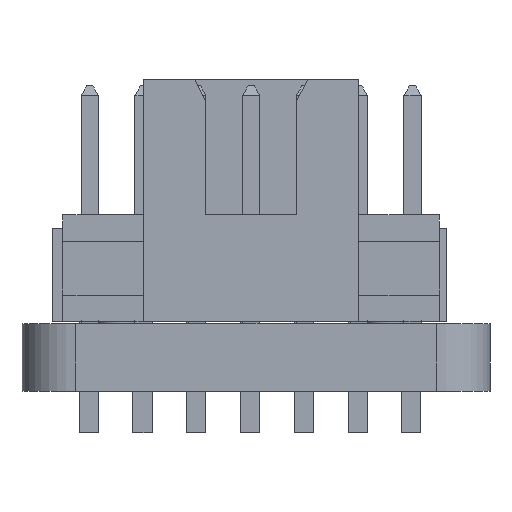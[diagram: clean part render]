
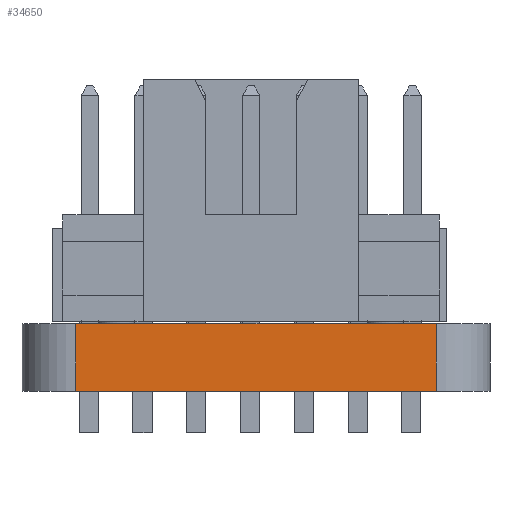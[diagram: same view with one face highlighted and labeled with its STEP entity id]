
A CAD part, left-side view. The second image highlights one B-rep face of the part: STEP entity #34650.
In plain terms, the highlighted planar face has unit normal (-1, 0, 0).
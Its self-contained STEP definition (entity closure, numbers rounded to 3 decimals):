
#34650 = ADVANCED_FACE('',(#34651),#34665,.F.);
#34651 = FACE_BOUND('',#34652,.F.);
#34652 = EDGE_LOOP('',(#34653,#34688,#34716,#34744));
#34653 = ORIENTED_EDGE('',*,*,#34654,.T.);
#34654 = EDGE_CURVE('',#34655,#34657,#34659,.T.);
#34655 = VERTEX_POINT('',#34656);
#34656 = CARTESIAN_POINT('',(66.027,-87.503,0.));
#34657 = VERTEX_POINT('',#34658);
#34658 = CARTESIAN_POINT('',(66.027,-87.503,1.6));
#34659 = SURFACE_CURVE('',#34660,(#34664,#34676),.PCURVE_S1.);
#34660 = LINE('',#34661,#34662);
#34661 = CARTESIAN_POINT('',(66.027,-87.503,0.));
#34662 = VECTOR('',#34663,1.);
#34663 = DIRECTION('',(0.,0.,1.));
#34664 = PCURVE('',#34665,#34670);
#34665 = PLANE('',#34666);
#34666 = AXIS2_PLACEMENT_3D('',#34667,#34668,#34669);
#34667 = CARTESIAN_POINT('',(66.027,-87.503,0.));
#34668 = DIRECTION('',(1.,0.,0.));
#34669 = DIRECTION('',(0.,-1.,0.));
#34670 = DEFINITIONAL_REPRESENTATION('',(#34671),#34675);
#34671 = LINE('',#34672,#34673);
#34672 = CARTESIAN_POINT('',(0.,0.));
#34673 = VECTOR('',#34674,1.);
#34674 = DIRECTION('',(0.,-1.));
#34675 = ( GEOMETRIC_REPRESENTATION_CONTEXT(2) 
PARAMETRIC_REPRESENTATION_CONTEXT() REPRESENTATION_CONTEXT('2D SPACE',''
  ) );
#34676 = PCURVE('',#34677,#34682);
#34677 = CYLINDRICAL_SURFACE('',#34678,1.27);
#34678 = AXIS2_PLACEMENT_3D('',#34679,#34680,#34681);
#34679 = CARTESIAN_POINT('',(67.297,-87.503,0.));
#34680 = DIRECTION('',(0.,0.,-1.));
#34681 = DIRECTION('',(1.,0.,0.));
#34682 = DEFINITIONAL_REPRESENTATION('',(#34683),#34687);
#34683 = LINE('',#34684,#34685);
#34684 = CARTESIAN_POINT('',(-3.142,0.));
#34685 = VECTOR('',#34686,1.);
#34686 = DIRECTION('',(0.,-1.));
#34687 = ( GEOMETRIC_REPRESENTATION_CONTEXT(2) 
PARAMETRIC_REPRESENTATION_CONTEXT() REPRESENTATION_CONTEXT('2D SPACE',''
  ) );
#34688 = ORIENTED_EDGE('',*,*,#34689,.T.);
#34689 = EDGE_CURVE('',#34657,#34690,#34692,.T.);
#34690 = VERTEX_POINT('',#34691);
#34691 = CARTESIAN_POINT('',(66.027,-96.012,1.6));
#34692 = SURFACE_CURVE('',#34693,(#34697,#34704),.PCURVE_S1.);
#34693 = LINE('',#34694,#34695);
#34694 = CARTESIAN_POINT('',(66.027,-87.503,1.6));
#34695 = VECTOR('',#34696,1.);
#34696 = DIRECTION('',(0.,-1.,0.));
#34697 = PCURVE('',#34665,#34698);
#34698 = DEFINITIONAL_REPRESENTATION('',(#34699),#34703);
#34699 = LINE('',#34700,#34701);
#34700 = CARTESIAN_POINT('',(0.,-1.6));
#34701 = VECTOR('',#34702,1.);
#34702 = DIRECTION('',(1.,0.));
#34703 = ( GEOMETRIC_REPRESENTATION_CONTEXT(2) 
PARAMETRIC_REPRESENTATION_CONTEXT() REPRESENTATION_CONTEXT('2D SPACE',''
  ) );
#34704 = PCURVE('',#34705,#34710);
#34705 = PLANE('',#34706);
#34706 = AXIS2_PLACEMENT_3D('',#34707,#34708,#34709);
#34707 = CARTESIAN_POINT('',(74.74,-91.758,1.6));
#34708 = DIRECTION('',(0.,0.,1.));
#34709 = DIRECTION('',(1.,0.,0.));
#34710 = DEFINITIONAL_REPRESENTATION('',(#34711),#34715);
#34711 = LINE('',#34712,#34713);
#34712 = CARTESIAN_POINT('',(-8.712,4.255));
#34713 = VECTOR('',#34714,1.);
#34714 = DIRECTION('',(0.,-1.));
#34715 = ( GEOMETRIC_REPRESENTATION_CONTEXT(2) 
PARAMETRIC_REPRESENTATION_CONTEXT() REPRESENTATION_CONTEXT('2D SPACE',''
  ) );
#34716 = ORIENTED_EDGE('',*,*,#34717,.F.);
#34717 = EDGE_CURVE('',#34718,#34690,#34720,.T.);
#34718 = VERTEX_POINT('',#34719);
#34719 = CARTESIAN_POINT('',(66.027,-96.012,0.));
#34720 = SURFACE_CURVE('',#34721,(#34725,#34732),.PCURVE_S1.);
#34721 = LINE('',#34722,#34723);
#34722 = CARTESIAN_POINT('',(66.027,-96.012,0.));
#34723 = VECTOR('',#34724,1.);
#34724 = DIRECTION('',(0.,0.,1.));
#34725 = PCURVE('',#34665,#34726);
#34726 = DEFINITIONAL_REPRESENTATION('',(#34727),#34731);
#34727 = LINE('',#34728,#34729);
#34728 = CARTESIAN_POINT('',(8.509,0.));
#34729 = VECTOR('',#34730,1.);
#34730 = DIRECTION('',(0.,-1.));
#34731 = ( GEOMETRIC_REPRESENTATION_CONTEXT(2) 
PARAMETRIC_REPRESENTATION_CONTEXT() REPRESENTATION_CONTEXT('2D SPACE',''
  ) );
#34732 = PCURVE('',#34733,#34738);
#34733 = CYLINDRICAL_SURFACE('',#34734,1.27);
#34734 = AXIS2_PLACEMENT_3D('',#34735,#34736,#34737);
#34735 = CARTESIAN_POINT('',(67.297,-96.012,0.));
#34736 = DIRECTION('',(0.,0.,-1.));
#34737 = DIRECTION('',(1.,0.,0.));
#34738 = DEFINITIONAL_REPRESENTATION('',(#34739),#34743);
#34739 = LINE('',#34740,#34741);
#34740 = CARTESIAN_POINT('',(-3.142,0.));
#34741 = VECTOR('',#34742,1.);
#34742 = DIRECTION('',(0.,-1.));
#34743 = ( GEOMETRIC_REPRESENTATION_CONTEXT(2) 
PARAMETRIC_REPRESENTATION_CONTEXT() REPRESENTATION_CONTEXT('2D SPACE',''
  ) );
#34744 = ORIENTED_EDGE('',*,*,#34745,.F.);
#34745 = EDGE_CURVE('',#34655,#34718,#34746,.T.);
#34746 = SURFACE_CURVE('',#34747,(#34751,#34758),.PCURVE_S1.);
#34747 = LINE('',#34748,#34749);
#34748 = CARTESIAN_POINT('',(66.027,-87.503,0.));
#34749 = VECTOR('',#34750,1.);
#34750 = DIRECTION('',(0.,-1.,0.));
#34751 = PCURVE('',#34665,#34752);
#34752 = DEFINITIONAL_REPRESENTATION('',(#34753),#34757);
#34753 = LINE('',#34754,#34755);
#34754 = CARTESIAN_POINT('',(0.,0.));
#34755 = VECTOR('',#34756,1.);
#34756 = DIRECTION('',(1.,0.));
#34757 = ( GEOMETRIC_REPRESENTATION_CONTEXT(2) 
PARAMETRIC_REPRESENTATION_CONTEXT() REPRESENTATION_CONTEXT('2D SPACE',''
  ) );
#34758 = PCURVE('',#34759,#34764);
#34759 = PLANE('',#34760);
#34760 = AXIS2_PLACEMENT_3D('',#34761,#34762,#34763);
#34761 = CARTESIAN_POINT('',(74.74,-91.758,0.));
#34762 = DIRECTION('',(0.,0.,1.));
#34763 = DIRECTION('',(1.,0.,0.));
#34764 = DEFINITIONAL_REPRESENTATION('',(#34765),#34769);
#34765 = LINE('',#34766,#34767);
#34766 = CARTESIAN_POINT('',(-8.712,4.255));
#34767 = VECTOR('',#34768,1.);
#34768 = DIRECTION('',(0.,-1.));
#34769 = ( GEOMETRIC_REPRESENTATION_CONTEXT(2) 
PARAMETRIC_REPRESENTATION_CONTEXT() REPRESENTATION_CONTEXT('2D SPACE',''
  ) );
